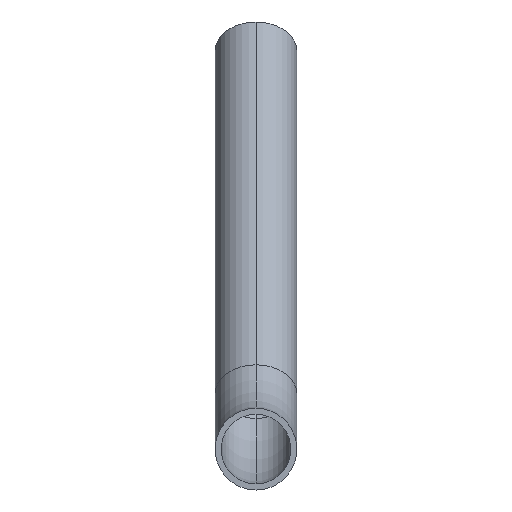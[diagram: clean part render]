
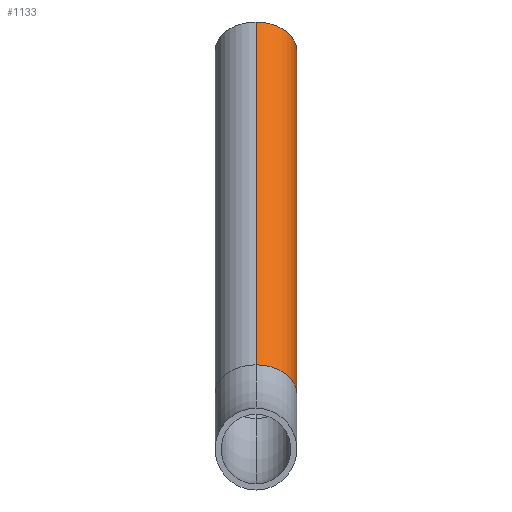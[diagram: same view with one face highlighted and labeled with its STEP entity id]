
A CAD part, front view. The second image highlights one B-rep face of the part: STEP entity #1133.
In plain terms, the highlighted cylindrical face has radius 16.85 mm (diameter 33.7 mm), a partial arc.
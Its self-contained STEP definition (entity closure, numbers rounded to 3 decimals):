
#874 = ORIENTED_EDGE ( 'NONE', *, *, #3647, .F. ) ;
#952 = LINE ( 'NONE', #4097, #7281 ) ;
#1133 = ADVANCED_FACE ( 'NONE', ( #7780 ), #6294, .T. ) ;
#1371 = CARTESIAN_POINT ( 'NONE',  ( 0., 255.154, 22.846 ) ) ;
#1387 = AXIS2_PLACEMENT_3D ( 'NONE', #5692, #1480, #10616 ) ;
#1480 = DIRECTION ( 'NONE',  ( 0., 0.707, 0.707 ) ) ;
#1612 = DIRECTION ( 'NONE',  ( 0., 0.707, 0.707 ) ) ;
#1809 = AXIS2_PLACEMENT_3D ( 'NONE', #8548, #2828, #9377 ) ;
#2279 = EDGE_CURVE ( 'NONE', #3943, #8815, #10053, .T. ) ;
#2828 = DIRECTION ( 'NONE',  ( 0., 0.707, 0.707 ) ) ;
#3056 = CARTESIAN_POINT ( 'NONE',  ( 0., 243.24, 34.76 ) ) ;
#3222 = VERTEX_POINT ( 'NONE', #3583 ) ;
#3337 = ORIENTED_EDGE ( 'NONE', *, *, #6637, .T. ) ;
#3583 = CARTESIAN_POINT ( 'NONE',  ( 0., 267.069, 10.931 ) ) ;
#3647 = EDGE_CURVE ( 'NONE', #7136, #3943, #7702, .T. ) ;
#3943 = VERTEX_POINT ( 'NONE', #5232 ) ;
#4097 = CARTESIAN_POINT ( 'NONE',  ( 0., 267.069, 10.931 ) ) ;
#4658 = DIRECTION ( 'NONE',  ( 0., -0.707, 0.707 ) ) ;
#4795 = CIRCLE ( 'NONE', #8141, 16.85 ) ;
#5232 = CARTESIAN_POINT ( 'NONE',  ( 0., 384.661, 176.182 ) ) ;
#5692 = CARTESIAN_POINT ( 'NONE',  ( 0., 255.154, 22.846 ) ) ;
#6049 = DIRECTION ( 'NONE',  ( 0., 0.707, 0.707 ) ) ;
#6294 = CYLINDRICAL_SURFACE ( 'NONE', #1387, 16.85 ) ;
#6637 = EDGE_CURVE ( 'NONE', #3222, #8815, #952, .T. ) ;
#7136 = VERTEX_POINT ( 'NONE', #3056 ) ;
#7281 = VECTOR ( 'NONE', #1612, 1000. ) ;
#7355 = ORIENTED_EDGE ( 'NONE', *, *, #2279, .F. ) ;
#7702 = LINE ( 'NONE', #9420, #8082 ) ;
#7780 = FACE_OUTER_BOUND ( 'NONE', #8947, .T. ) ;
#8082 = VECTOR ( 'NONE', #6049, 1000. ) ;
#8141 = AXIS2_PLACEMENT_3D ( 'NONE', #1371, #9586, #4658 ) ;
#8548 = CARTESIAN_POINT ( 'NONE',  ( 0., 396.576, 164.267 ) ) ;
#8554 = EDGE_CURVE ( 'NONE', #7136, #3222, #4795, .T. ) ;
#8815 = VERTEX_POINT ( 'NONE', #9878 ) ;
#8826 = ORIENTED_EDGE ( 'NONE', *, *, #8554, .T. ) ;
#8947 = EDGE_LOOP ( 'NONE', ( #8826, #3337, #7355, #874 ) ) ;
#9377 = DIRECTION ( 'NONE',  ( 0., -0.707, 0.707 ) ) ;
#9420 = CARTESIAN_POINT ( 'NONE',  ( 0., 243.24, 34.76 ) ) ;
#9586 = DIRECTION ( 'NONE',  ( 0., 0.707, 0.707 ) ) ;
#9878 = CARTESIAN_POINT ( 'NONE',  ( 0., 408.49, 152.352 ) ) ;
#10053 = CIRCLE ( 'NONE', #1809, 16.85 ) ;
#10616 = DIRECTION ( 'NONE',  ( 0., -0.707, 0.707 ) ) ;
